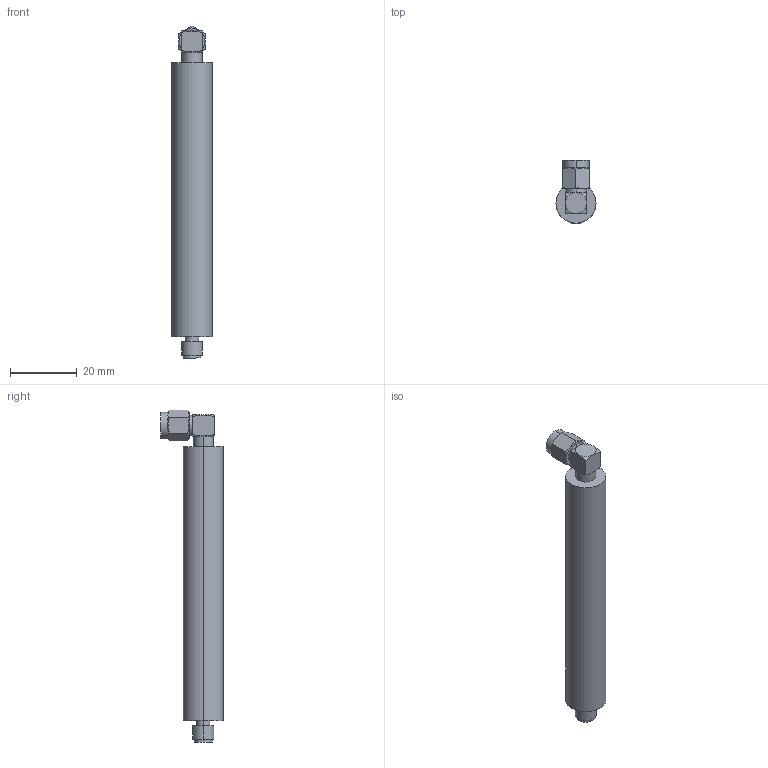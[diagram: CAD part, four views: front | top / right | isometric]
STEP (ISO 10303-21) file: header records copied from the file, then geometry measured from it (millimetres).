
FILE_DESCRIPTION (( 'STEP AP203' ), '1' );
FILE_NAME ('W0003510-PREAMP AG-2011.STEP', '2024-05-27T12:23:18', ( '' ), ( '' ), 'SwSTEP 2.0', 'SolidWorks 2024', '' );
FILE_SCHEMA (( 'CONFIG_CONTROL_DESIGN' ));
Length unit declared in the file: millimetre
Products named in the file (1): W0003510-PREAMP AG-2011
Bounding box: 12 x 18.75 x 99.19 mm (x, y, z)
Volume: 10247.8 mm3; surface area: 3993.1 mm2
Topology: 1 solids, 1 shells, 41 faces, 86 edges, 54 vertices
Faces by surface type: plane 19, cylinder 14, cone 8
Entity records: 1289 total; most frequent: CARTESIAN_POINT 350, DIRECTION 180, ORIENTED_EDGE 172, EDGE_CURVE 86, AXIS2_PLACEMENT_3D 76, VERTEX_POINT 54, EDGE_LOOP 48, FACE_OUTER_BOUND 41
